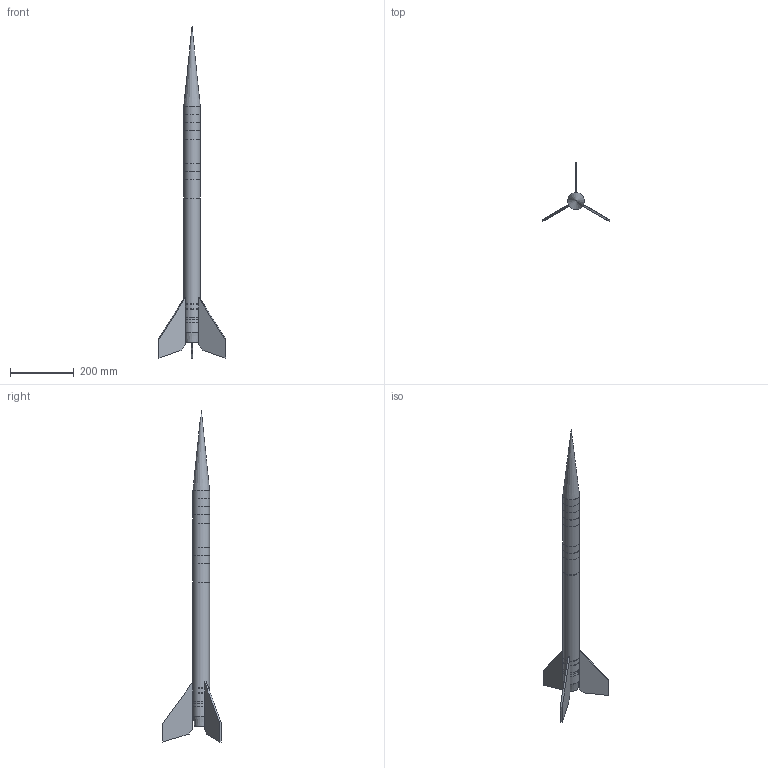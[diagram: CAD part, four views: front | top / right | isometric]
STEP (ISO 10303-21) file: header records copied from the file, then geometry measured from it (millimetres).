
FILE_DESCRIPTION(/* description */ (''),/* implementation_level */ '2;1');
FILE_NAME(/* name */ 'FSI Black Brant II.step',/* time_stamp */ '2024-06-07T23:32:31+01:00',/* author */ (''),/* organization */ (''),/* preprocessor_version */ 'ST-DEVELOPER v20',/* originating_system */ 'Autodesk Translation Framework v13.14.0.145',/* authorisation */ '');
FILE_SCHEMA (('AUTOMOTIVE_DESIGN { 1 0 10303 214 3 1 1 }'));
Length unit declared in the file: millimetre
Products named in the file (15): FSI Black Brant II 1/8 scale; mid_airframe; booster_coupler; motor_assembly; stuffer; centering_ring; aft_cr; tail; nose_assembly; nosecone; fwd_airframe; nose_coupler; booster_airframe; fin; roll_pattern
Assembly tree (18 placements, depth 3):
  FSI Black Brant II 1/8 scale
    mid_airframe
    booster_coupler
    motor_assembly
      stuffer
      centering_ring  x3
      aft_cr
      tail
    nose_assembly
      nosecone
      fwd_airframe
      nose_coupler
    booster_airframe
    fin  x3
    roll_pattern
Bounding box: 212.58 x 184.1 x 1038 mm (x, y, z)
Volume: 718269.8 mm3; surface area: 462526.7 mm2
Topology: 15 solids, 15 shells, 75 faces, 125 edges, 83 vertices
Faces by surface type: plane 48, cylinder 24, cone 3
Full cylindrical faces by diameter (mm): 28.5 x1, 29.5 x1, 30 x4, 34 x1, 35 x1, 49.4 x1, 50.5 x1, 51 x9, 52 x5
Entity records: 1730 total; most frequent: DIRECTION 298, CARTESIAN_POINT 223, ORIENTED_EDGE 164, AXIS2_PLACEMENT_3D 130, EDGE_CURVE 82, EDGE_LOOP 73, VERTEX_POINT 55, FACE_OUTER_BOUND 53
